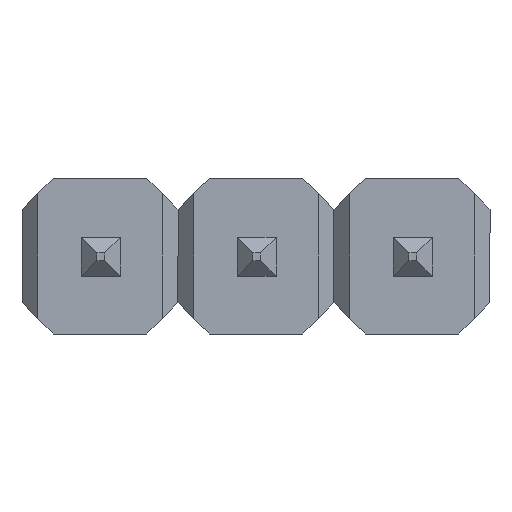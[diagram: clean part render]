
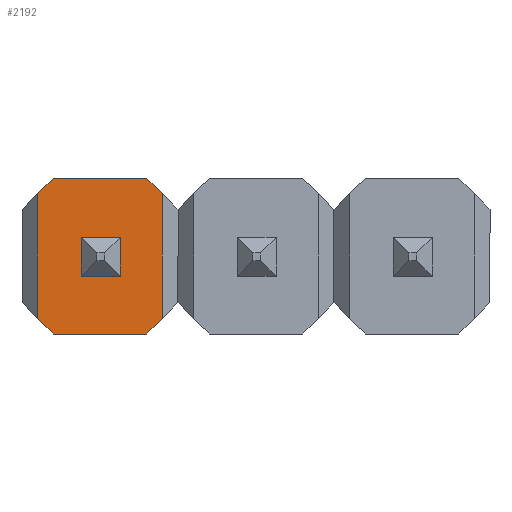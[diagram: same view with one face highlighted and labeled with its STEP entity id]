
A CAD part, front view. The second image highlights one B-rep face of the part: STEP entity #2192.
In plain terms, the highlighted planar face has unit normal (0, -1, 0).
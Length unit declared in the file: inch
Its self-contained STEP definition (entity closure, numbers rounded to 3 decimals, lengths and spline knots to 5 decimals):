
#3 = EDGE_CURVE ( 'NONE', #2745, #1453, #2025, .T. ) ;
#8 = EDGE_CURVE ( 'NONE', #302, #2932, #1255, .T. ) ;
#19 = CARTESIAN_POINT ( 'NONE',  ( 0.013, 0., -0.013 ) ) ;
#28 = DIRECTION ( 'NONE',  ( -0.707, 0., 0.707 ) ) ;
#29 = EDGE_CURVE ( 'NONE', #2672, #1263, #39, .T. ) ;
#39 = LINE ( 'NONE', #2055, #2900 ) ;
#162 = ORIENTED_EDGE ( 'NONE', *, *, #667, .T. ) ;
#197 = ORIENTED_EDGE ( 'NONE', *, *, #3, .T. ) ;
#210 = DIRECTION ( 'NONE',  ( 0., 0., 1. ) ) ;
#219 = CARTESIAN_POINT ( 'NONE',  ( 0.04, 0., 0.05 ) ) ;
#231 = EDGE_CURVE ( 'NONE', #2672, #3091, #2502, .T. ) ;
#232 = VECTOR ( 'NONE', #1193, 39.37008 ) ;
#277 = CARTESIAN_POINT ( 'NONE',  ( -0.05, 0., -0.05 ) ) ;
#302 = VERTEX_POINT ( 'NONE', #1973 ) ;
#411 = EDGE_CURVE ( 'NONE', #2968, #1628, #1044, .T. ) ;
#455 = CARTESIAN_POINT ( 'NONE',  ( -0.05, 0., -0.03 ) ) ;
#479 = FACE_BOUND ( 'NONE', #1826, .T. ) ;
#505 = DIRECTION ( 'NONE',  ( 0.707, 0., 0.707 ) ) ;
#524 = CARTESIAN_POINT ( 'NONE',  ( 0.05, 0., 0.03 ) ) ;
#526 = ORIENTED_EDGE ( 'NONE', *, *, #2362, .T. ) ;
#591 = LINE ( 'NONE', #1319, #2324 ) ;
#667 = EDGE_CURVE ( 'NONE', #2175, #2932, #3165, .T. ) ;
#727 = ORIENTED_EDGE ( 'NONE', *, *, #2280, .T. ) ;
#787 = DIRECTION ( 'NONE',  ( 1., 0., 0. ) ) ;
#848 = CARTESIAN_POINT ( 'NONE',  ( -0.05, 0., 0.05 ) ) ;
#982 = CARTESIAN_POINT ( 'NONE',  ( -0.012, 0., 0.012 ) ) ;
#984 = CARTESIAN_POINT ( 'NONE',  ( -0.04, 0., -0.04 ) ) ;
#1044 = LINE ( 'NONE', #1075, #2278 ) ;
#1075 = CARTESIAN_POINT ( 'NONE',  ( -0.05, 0., 0.012 ) ) ;
#1097 = ORIENTED_EDGE ( 'NONE', *, *, #29, .F. ) ;
#1165 = VECTOR ( 'NONE', #28, 39.37008 ) ;
#1193 = DIRECTION ( 'NONE',  ( 0., 0., 1. ) ) ;
#1204 = CARTESIAN_POINT ( 'NONE',  ( -0.03, 0., 0.05 ) ) ;
#1209 = VECTOR ( 'NONE', #1509, 39.37008 ) ;
#1210 = CARTESIAN_POINT ( 'NONE',  ( 0.013, 0., 0.012 ) ) ;
#1227 = FACE_OUTER_BOUND ( 'NONE', #2138, .T. ) ;
#1244 = EDGE_CURVE ( 'NONE', #1628, #2745, #591, .T. ) ;
#1255 = LINE ( 'NONE', #277, #2590 ) ;
#1263 = VERTEX_POINT ( 'NONE', #1582 ) ;
#1318 = VECTOR ( 'NONE', #2980, 39.37008 ) ;
#1319 = CARTESIAN_POINT ( 'NONE',  ( 0.013, 0., 0.05 ) ) ;
#1320 = EDGE_CURVE ( 'NONE', #1453, #2968, #1452, .T. ) ;
#1329 = AXIS2_PLACEMENT_3D ( 'NONE', #848, #2096, #2610 ) ;
#1336 = CARTESIAN_POINT ( 'NONE',  ( -0.012, 0., -0.013 ) ) ;
#1385 = DIRECTION ( 'NONE',  ( 0.707, 0., -0.707 ) ) ;
#1452 = LINE ( 'NONE', #1892, #2059 ) ;
#1453 = VERTEX_POINT ( 'NONE', #1336 ) ;
#1509 = DIRECTION ( 'NONE',  ( -1., 0., 0. ) ) ;
#1556 = DIRECTION ( 'NONE',  ( 1., 0., 0. ) ) ;
#1582 = CARTESIAN_POINT ( 'NONE',  ( 0.03, 0., 0.05 ) ) ;
#1628 = VERTEX_POINT ( 'NONE', #1210 ) ;
#1730 = ORIENTED_EDGE ( 'NONE', *, *, #1320, .T. ) ;
#1826 = EDGE_LOOP ( 'NONE', ( #197, #1730, #2202, #2207 ) ) ;
#1884 = EDGE_CURVE ( 'NONE', #3091, #2175, #2603, .T. ) ;
#1892 = CARTESIAN_POINT ( 'NONE',  ( -0.012, 0., 0.05 ) ) ;
#1968 = ORIENTED_EDGE ( 'NONE', *, *, #2622, .T. ) ;
#1973 = CARTESIAN_POINT ( 'NONE',  ( 0.03, 0., -0.05 ) ) ;
#2025 = LINE ( 'NONE', #2534, #1209 ) ;
#2049 = CARTESIAN_POINT ( 'NONE',  ( -0.04, 0., 0.04 ) ) ;
#2055 = CARTESIAN_POINT ( 'NONE',  ( -0.05, 0., 0.05 ) ) ;
#2059 = VECTOR ( 'NONE', #210, 39.37008 ) ;
#2096 = DIRECTION ( 'NONE',  ( 0., 1., 0. ) ) ;
#2106 = CARTESIAN_POINT ( 'NONE',  ( 0.04, 0., -0.04 ) ) ;
#2138 = EDGE_LOOP ( 'NONE', ( #2732, #526, #727, #1968, #1097, #3150, #2462, #162 ) ) ;
#2175 = VERTEX_POINT ( 'NONE', #984 ) ;
#2192 = ADVANCED_FACE ( 'NONE', ( #479, #1227 ), #3241, .F. ) ;
#2202 = ORIENTED_EDGE ( 'NONE', *, *, #411, .T. ) ;
#2207 = ORIENTED_EDGE ( 'NONE', *, *, #1244, .T. ) ;
#2278 = VECTOR ( 'NONE', #787, 39.37008 ) ;
#2280 = EDGE_CURVE ( 'NONE', #2562, #2802, #3201, .T. ) ;
#2324 = VECTOR ( 'NONE', #3140, 39.37008 ) ;
#2362 = EDGE_CURVE ( 'NONE', #302, #2562, #2491, .T. ) ;
#2400 = CARTESIAN_POINT ( 'NONE',  ( 0.04, 0., 0.04 ) ) ;
#2462 = ORIENTED_EDGE ( 'NONE', *, *, #1884, .T. ) ;
#2491 = LINE ( 'NONE', #2783, #3078 ) ;
#2502 = LINE ( 'NONE', #1204, #1318 ) ;
#2534 = CARTESIAN_POINT ( 'NONE',  ( -0.05, 0., -0.013 ) ) ;
#2562 = VERTEX_POINT ( 'NONE', #2106 ) ;
#2590 = VECTOR ( 'NONE', #2780, 39.37008 ) ;
#2603 = LINE ( 'NONE', #3084, #2746 ) ;
#2610 = DIRECTION ( 'NONE',  ( 0., 0., 1. ) ) ;
#2622 = EDGE_CURVE ( 'NONE', #2802, #1263, #3056, .T. ) ;
#2672 = VERTEX_POINT ( 'NONE', #3180 ) ;
#2732 = ORIENTED_EDGE ( 'NONE', *, *, #8, .F. ) ;
#2745 = VERTEX_POINT ( 'NONE', #19 ) ;
#2746 = VECTOR ( 'NONE', #3097, 39.37008 ) ;
#2780 = DIRECTION ( 'NONE',  ( -1., 0., 0. ) ) ;
#2783 = CARTESIAN_POINT ( 'NONE',  ( 0.03, 0., -0.05 ) ) ;
#2802 = VERTEX_POINT ( 'NONE', #2400 ) ;
#2900 = VECTOR ( 'NONE', #1556, 39.37008 ) ;
#2932 = VERTEX_POINT ( 'NONE', #3190 ) ;
#2968 = VERTEX_POINT ( 'NONE', #982 ) ;
#2980 = DIRECTION ( 'NONE',  ( -0.707, 0., -0.707 ) ) ;
#3056 = LINE ( 'NONE', #524, #1165 ) ;
#3078 = VECTOR ( 'NONE', #505, 39.37008 ) ;
#3084 = CARTESIAN_POINT ( 'NONE',  ( -0.04, 0., 0.05 ) ) ;
#3091 = VERTEX_POINT ( 'NONE', #2049 ) ;
#3097 = DIRECTION ( 'NONE',  ( 0., 0., -1. ) ) ;
#3140 = DIRECTION ( 'NONE',  ( 0., 0., -1. ) ) ;
#3150 = ORIENTED_EDGE ( 'NONE', *, *, #231, .T. ) ;
#3165 = LINE ( 'NONE', #455, #3219 ) ;
#3180 = CARTESIAN_POINT ( 'NONE',  ( -0.03, 0., 0.05 ) ) ;
#3190 = CARTESIAN_POINT ( 'NONE',  ( -0.03, 0., -0.05 ) ) ;
#3201 = LINE ( 'NONE', #219, #232 ) ;
#3219 = VECTOR ( 'NONE', #1385, 39.37008 ) ;
#3241 = PLANE ( 'NONE',  #1329 ) ;
